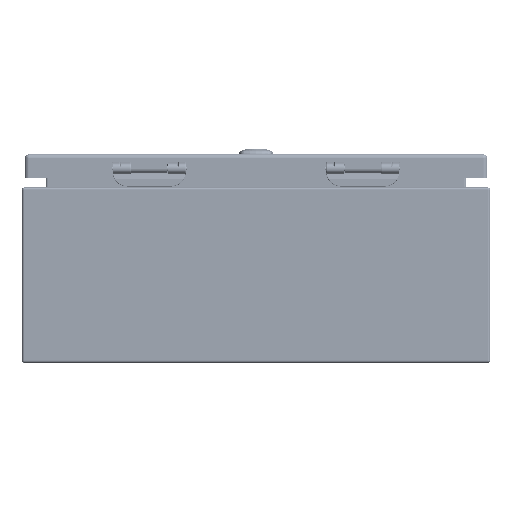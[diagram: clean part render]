
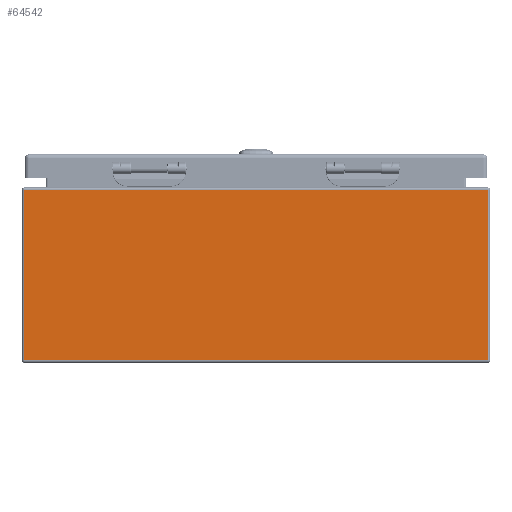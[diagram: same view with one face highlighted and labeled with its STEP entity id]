
A CAD part, left-side view. The second image highlights one B-rep face of the part: STEP entity #64542.
In plain terms, the highlighted planar face has unit normal (-1, 0, 0).
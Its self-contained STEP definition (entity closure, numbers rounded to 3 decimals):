
#6780=LINE('',#90490,#10653);
#6781=LINE('',#90497,#10654);
#6782=LINE('',#90499,#10655);
#6783=LINE('',#90500,#10656);
#10653=VECTOR('',#75163,0.394);
#10654=VECTOR('',#75172,0.394);
#10655=VECTOR('',#75173,0.394);
#10656=VECTOR('',#75174,0.394);
#15549=FACE_OUTER_BOUND('',#19561,.T.);
#19561=EDGE_LOOP('',(#42913,#42914,#42915,#42916));
#26202=VERTEX_POINT('',#90479);
#26205=VERTEX_POINT('',#90486);
#26208=VERTEX_POINT('',#90496);
#26209=VERTEX_POINT('',#90498);
#32624=EDGE_CURVE('',#26202,#26205,#6780,.T.);
#32627=EDGE_CURVE('',#26208,#26202,#6781,.T.);
#32628=EDGE_CURVE('',#26209,#26208,#6782,.T.);
#32629=EDGE_CURVE('',#26209,#26205,#6783,.T.);
#42913=ORIENTED_EDGE('',*,*,#32624,.F.);
#42914=ORIENTED_EDGE('',*,*,#32627,.F.);
#42915=ORIENTED_EDGE('',*,*,#32628,.F.);
#42916=ORIENTED_EDGE('',*,*,#32629,.T.);
#63151=PLANE('',#69411);
#64542=ADVANCED_FACE('',(#15549),#63151,.F.);
#69411=AXIS2_PLACEMENT_3D('',#90495,#75170,#75171);
#75163=DIRECTION('',(0.,0.,-1.));
#75170=DIRECTION('center_axis',(1.,0.,0.));
#75171=DIRECTION('ref_axis',(0.,0.,-1.));
#75172=DIRECTION('',(0.,-1.,0.));
#75173=DIRECTION('',(0.,0.,1.));
#75174=DIRECTION('',(0.,-1.,0.));
#90479=CARTESIAN_POINT('',(-8.,-7.916,5.916));
#90486=CARTESIAN_POINT('',(-8.,-7.916,0.084));
#90490=CARTESIAN_POINT('',(-8.,-7.916,5.916));
#90495=CARTESIAN_POINT('Origin',(-8.,-7.078,5.916));
#90496=CARTESIAN_POINT('',(-8.,7.916,5.916));
#90497=CARTESIAN_POINT('',(-8.,7.078,5.916));
#90498=CARTESIAN_POINT('',(-8.,7.916,0.084));
#90499=CARTESIAN_POINT('',(-8.,7.916,5.916));
#90500=CARTESIAN_POINT('',(-8.,0.,0.084));
